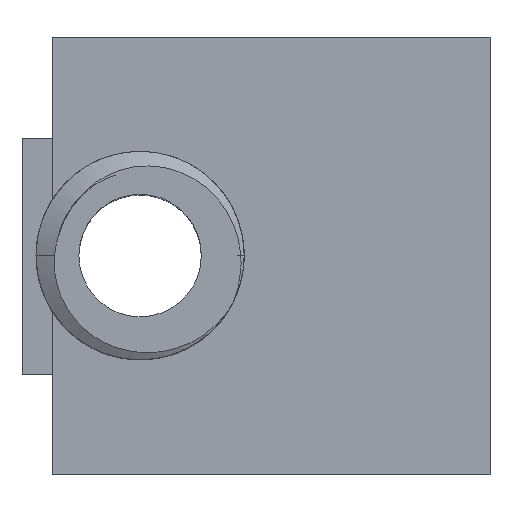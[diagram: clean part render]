
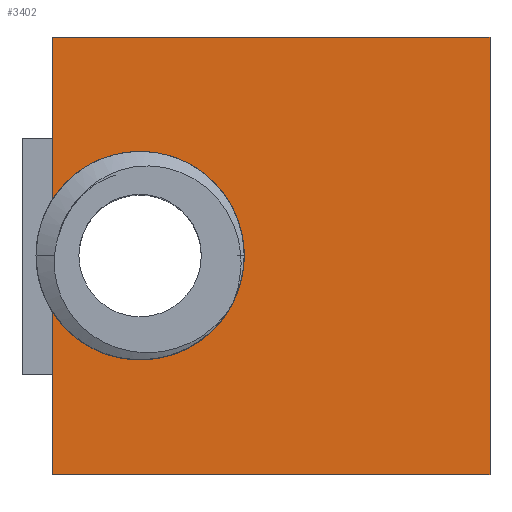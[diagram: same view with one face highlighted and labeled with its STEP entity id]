
A CAD part, top view. The second image highlights one B-rep face of the part: STEP entity #3402.
In plain terms, the highlighted planar face has unit normal (0, 0, 1).
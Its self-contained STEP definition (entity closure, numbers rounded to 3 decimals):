
#3307=CARTESIAN_POINT('Vertex',(0.815,-1.492,4.4)) ;
#3314=CARTESIAN_POINT('Vertex',(-0.815,1.492,4.4)) ;
#3317=CARTESIAN_POINT('Axis2P3D Location',(0.,0.,4.4)) ;
#3321=CARTESIAN_POINT('Vertex',(-1.7,0.,4.4)) ;
#3324=CARTESIAN_POINT('Axis2P3D Location',(0.,0.,4.4)) ;
#3337=CARTESIAN_POINT('Axis2P3D Location',(0.,0.,4.4)) ;
#3341=CARTESIAN_POINT('Vertex',(1.7,0.,4.4)) ;
#3344=CARTESIAN_POINT('Axis2P3D Location',(0.,0.,4.4)) ;
#3357=CARTESIAN_POINT('Axis2P3D Location',(0.,0.,4.4)) ;
#3362=CARTESIAN_POINT('Line Origine',(-2.,0.,4.4)) ;
#3366=CARTESIAN_POINT('Vertex',(-2.,5.,4.4)) ;
#3368=CARTESIAN_POINT('Vertex',(-2.,-5.,4.4)) ;
#3371=CARTESIAN_POINT('Line Origine',(3.,-5.,4.4)) ;
#3375=CARTESIAN_POINT('Vertex',(8.,-5.,4.4)) ;
#3378=CARTESIAN_POINT('Line Origine',(8.,0.,4.4)) ;
#3382=CARTESIAN_POINT('Vertex',(8.,5.,4.4)) ;
#3385=CARTESIAN_POINT('Line Origine',(3.,5.,4.4)) ;
#3318=DIRECTION('Axis2P3D Direction',(0.,0.,1.)) ;
#3325=DIRECTION('Axis2P3D Direction',(0.,0.,1.)) ;
#3338=DIRECTION('Axis2P3D Direction',(0.,0.,1.)) ;
#3345=DIRECTION('Axis2P3D Direction',(0.,0.,1.)) ;
#3358=DIRECTION('Axis2P3D Direction',(0.,0.,1.)) ;
#3359=DIRECTION('Axis2P3D XDirection',(1.,0.,0.)) ;
#3363=DIRECTION('Vector Direction',(0.,-1.,0.)) ;
#3372=DIRECTION('Vector Direction',(-1.,0.,0.)) ;
#3379=DIRECTION('Vector Direction',(0.,1.,0.)) ;
#3386=DIRECTION('Vector Direction',(1.,0.,0.)) ;
#3319=AXIS2_PLACEMENT_3D('Circle Axis2P3D',#3317,#3318,$) ;
#3326=AXIS2_PLACEMENT_3D('Circle Axis2P3D',#3324,#3325,$) ;
#3339=AXIS2_PLACEMENT_3D('Circle Axis2P3D',#3337,#3338,$) ;
#3346=AXIS2_PLACEMENT_3D('Circle Axis2P3D',#3344,#3345,$) ;
#3360=AXIS2_PLACEMENT_3D('Plane Axis2P3D',#3357,#3358,#3359) ;
#3391=ORIENTED_EDGE('',*,*,#3370,.T.) ;
#3392=ORIENTED_EDGE('',*,*,#3377,.T.) ;
#3393=ORIENTED_EDGE('',*,*,#3384,.T.) ;
#3394=ORIENTED_EDGE('',*,*,#3389,.T.) ;
#3397=ORIENTED_EDGE('',*,*,#3348,.F.) ;
#3398=ORIENTED_EDGE('',*,*,#3328,.F.) ;
#3399=ORIENTED_EDGE('',*,*,#3323,.F.) ;
#3400=ORIENTED_EDGE('',*,*,#3343,.F.) ;
#3401=FACE_BOUND('',#3396,.T.) ;
#3364=VECTOR('Line Direction',#3363,1.) ;
#3373=VECTOR('Line Direction',#3372,1.) ;
#3380=VECTOR('Line Direction',#3379,1.) ;
#3387=VECTOR('Line Direction',#3386,1.) ;
#3402=ADVANCED_FACE('PartBody',(#3395,#3401),#3361,.T.) ;
#3320=CIRCLE('generated circle',#3319,1.7) ;
#3327=CIRCLE('generated circle',#3326,1.7) ;
#3340=CIRCLE('generated circle',#3339,1.7) ;
#3347=CIRCLE('generated circle',#3346,1.7) ;
#3323=EDGE_CURVE('',#3315,#3322,#3320,.T.) ;
#3328=EDGE_CURVE('',#3322,#3308,#3327,.T.) ;
#3343=EDGE_CURVE('',#3342,#3315,#3340,.T.) ;
#3348=EDGE_CURVE('',#3308,#3342,#3347,.T.) ;
#3370=EDGE_CURVE('',#3367,#3369,#3365,.T.) ;
#3377=EDGE_CURVE('',#3369,#3376,#3374,.F.) ;
#3384=EDGE_CURVE('',#3376,#3383,#3381,.T.) ;
#3389=EDGE_CURVE('',#3383,#3367,#3388,.F.) ;
#3390=EDGE_LOOP('',(#3391,#3392,#3393,#3394)) ;
#3396=EDGE_LOOP('',(#3397,#3398,#3399,#3400)) ;
#3395=FACE_OUTER_BOUND('',#3390,.T.) ;
#3365=LINE('Line',#3362,#3364) ;
#3374=LINE('Line',#3371,#3373) ;
#3381=LINE('Line',#3378,#3380) ;
#3388=LINE('Line',#3385,#3387) ;
#3361=PLANE('',#3360) ;
#3308=VERTEX_POINT('',#3307) ;
#3315=VERTEX_POINT('',#3314) ;
#3322=VERTEX_POINT('',#3321) ;
#3342=VERTEX_POINT('',#3341) ;
#3367=VERTEX_POINT('',#3366) ;
#3369=VERTEX_POINT('',#3368) ;
#3376=VERTEX_POINT('',#3375) ;
#3383=VERTEX_POINT('',#3382) ;
